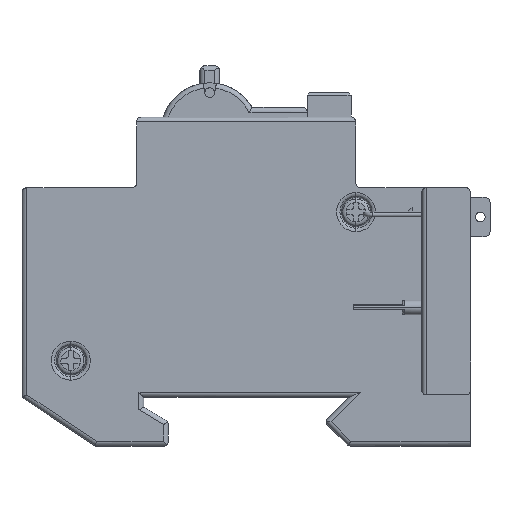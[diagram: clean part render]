
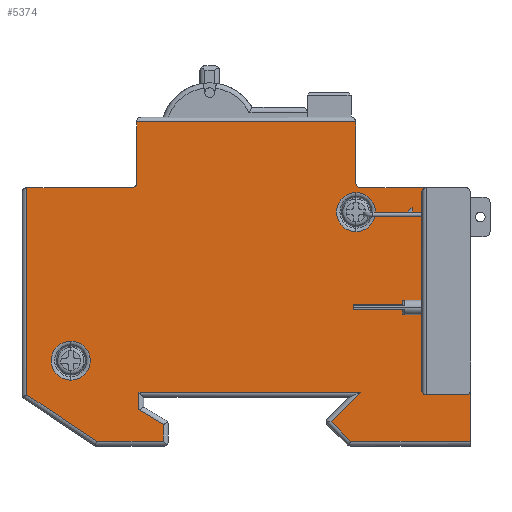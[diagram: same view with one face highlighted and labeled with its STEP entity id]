
A CAD part, left-side view. The second image highlights one B-rep face of the part: STEP entity #5374.
In plain terms, the highlighted planar face has unit normal (-1, 0, 0).
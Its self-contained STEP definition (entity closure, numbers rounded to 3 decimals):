
#1309=DIRECTION('',(0.,0.,1.));
#1310=VECTOR('',#1309,12.5);
#1311=CARTESIAN_POINT('',(0.,23.5,1.));
#1312=LINE('',#1311,#1310);
#1362=CARTESIAN_POINT('',(0.,22.5,1.));
#1363=DIRECTION('',(-1.,0.,0.));
#1364=DIRECTION('',(0.,1.,0.));
#1365=AXIS2_PLACEMENT_3D('',#1362,#1363,#1364);
#1370=CARTESIAN_POINT('',(0.,22.5,1.));
#1371=DIRECTION('',(-1.,0.,0.));
#1372=DIRECTION('',(0.,0.707,-0.707));
#1373=AXIS2_PLACEMENT_3D('',#1370,#1371,#1372);
#1378=DIRECTION('',(0.,-1.,0.));
#1379=VECTOR('',#1378,21.5);
#1380=CARTESIAN_POINT('',(0.,22.5,0.));
#1381=LINE('',#1380,#1379);
#1385=CARTESIAN_POINT('',(0.,1.,-1.));
#1386=DIRECTION('',(1.,0.,0.));
#1387=DIRECTION('',(0.,0.,1.));
#1388=AXIS2_PLACEMENT_3D('',#1385,#1386,#1387);
#1393=CARTESIAN_POINT('',(0.,1.,-1.));
#1394=DIRECTION('',(1.,0.,0.));
#1395=DIRECTION('',(0.,-0.707,0.707));
#1396=AXIS2_PLACEMENT_3D('',#1393,#1394,#1395);
#1401=DIRECTION('',(0.,0.,-1.));
#1402=VECTOR('',#1401,51.);
#1403=CARTESIAN_POINT('',(0.,0.,-1.));
#1404=LINE('',#1403,#1402);
#1408=DIRECTION('',(0.,0.707,0.707));
#1409=VECTOR('',#1408,5.657);
#1410=CARTESIAN_POINT('',(0.,24.586,-52.));
#1411=LINE('',#1410,#1409);
#1415=DIRECTION('',(0.,-0.707,0.707));
#1416=VECTOR('',#1415,8.485);
#1417=CARTESIAN_POINT('',(0.,28.586,-48.));
#1418=LINE('',#1417,#1416);
#1422=DIRECTION('',(0.,-0.857,-0.514));
#1423=VECTOR('',#1422,5.831);
#1424=CARTESIAN_POINT('',(0.,68.,-45.566));
#1425=LINE('',#1424,#1423);
#1429=DIRECTION('',(0.,0.832,0.555));
#1430=VECTOR('',#1429,17.19);
#1431=CARTESIAN_POINT('',(0.,76.697,-52.));
#1432=LINE('',#1431,#1430);
#1436=DIRECTION('',(0.,-1.,0.));
#1437=VECTOR('',#1436,21.5);
#1438=CARTESIAN_POINT('',(0.,91.,0.));
#1439=LINE('',#1438,#1437);
#1443=CARTESIAN_POINT('',(0.,69.5,1.));
#1444=DIRECTION('',(-1.,0.,0.));
#1445=DIRECTION('',(0.,0.,-1.));
#1446=AXIS2_PLACEMENT_3D('',#1443,#1444,#1445);
#1451=CARTESIAN_POINT('',(0.,69.5,1.));
#1452=DIRECTION('',(-1.,0.,0.));
#1453=DIRECTION('',(0.,-0.707,-0.707));
#1454=AXIS2_PLACEMENT_3D('',#1451,#1452,#1453);
#1459=DIRECTION('',(0.,0.,1.));
#1460=VECTOR('',#1459,12.5);
#1461=CARTESIAN_POINT('',(0.,68.5,1.));
#1462=LINE('',#1461,#1460);
#1466=CARTESIAN_POINT('',(0.,23.5,-5.));
#1467=DIRECTION('',(-1.,0.,0.));
#1468=DIRECTION('',(0.,0.,-1.));
#1469=AXIS2_PLACEMENT_3D('',#1466,#1467,#1468);
#1474=CARTESIAN_POINT('',(0.,23.5,-5.));
#1475=DIRECTION('',(-1.,0.,0.));
#1476=DIRECTION('',(0.,-1.,0.));
#1477=AXIS2_PLACEMENT_3D('',#1474,#1475,#1476);
#1482=CARTESIAN_POINT('',(0.,23.5,-5.));
#1483=DIRECTION('',(-1.,0.,0.));
#1484=DIRECTION('',(0.,0.,1.));
#1485=AXIS2_PLACEMENT_3D('',#1482,#1483,#1484);
#1490=CARTESIAN_POINT('',(0.,82.,-35.47));
#1491=DIRECTION('',(-1.,0.,0.));
#1492=DIRECTION('',(0.,0.,-1.));
#1493=AXIS2_PLACEMENT_3D('',#1490,#1491,#1492);
#1498=CARTESIAN_POINT('',(0.,82.,-35.47));
#1499=DIRECTION('',(-1.,0.,0.));
#1500=DIRECTION('',(0.,-1.,0.));
#1501=AXIS2_PLACEMENT_3D('',#1498,#1499,#1500);
#1506=CARTESIAN_POINT('',(0.,82.,-35.47));
#1507=DIRECTION('',(-1.,0.,0.));
#1508=DIRECTION('',(0.,0.,1.));
#1509=AXIS2_PLACEMENT_3D('',#1506,#1507,#1508);
#1521=DIRECTION('',(0.,1.,0.));
#1522=VECTOR('',#1521,45.);
#1523=CARTESIAN_POINT('',(0.,23.5,13.5));
#1524=LINE('',#1523,#1522);
#1535=DIRECTION('',(0.,-1.,0.));
#1536=VECTOR('',#1535,24.586);
#1537=CARTESIAN_POINT('',(0.,24.586,-52.));
#1538=LINE('',#1537,#1536);
#1672=DIRECTION('',(0.,-1.,0.));
#1673=VECTOR('',#1672,45.414);
#1674=CARTESIAN_POINT('',(0.,68.,-42.));
#1675=LINE('',#1674,#1673);
#1706=DIRECTION('',(0.,0.,1.));
#1707=VECTOR('',#1706,3.566);
#1708=CARTESIAN_POINT('',(0.,68.,-45.566));
#1709=LINE('',#1708,#1707);
#1787=DIRECTION('',(0.,0.,1.));
#1788=VECTOR('',#1787,3.434);
#1789=CARTESIAN_POINT('',(0.,63.,-52.));
#1790=LINE('',#1789,#1788);
#1824=DIRECTION('',(0.,-1.,0.));
#1825=VECTOR('',#1824,13.697);
#1826=CARTESIAN_POINT('',(0.,76.697,-52.));
#1827=LINE('',#1826,#1825);
#1912=DIRECTION('',(0.,0.,-1.));
#1913=VECTOR('',#1912,42.465);
#1914=CARTESIAN_POINT('',(0.,91.,0.));
#1915=LINE('',#1914,#1913);
#3774=CARTESIAN_POINT('',(0.,0.,-1.));
#3775=VERTEX_POINT('',#3774);
#3776=CARTESIAN_POINT('',(0.,0.293,-0.293));
#3777=VERTEX_POINT('',#3776);
#3778=CARTESIAN_POINT('',(0.,1.,0.));
#3779=VERTEX_POINT('',#3778);
#3783=CARTESIAN_POINT('',(0.,0.,-52.));
#3785=VERTEX_POINT('',#3783);
#3824=CARTESIAN_POINT('',(0.,91.,0.));
#3825=VERTEX_POINT('',#3824);
#3827=CARTESIAN_POINT('',(0.,69.5,0.));
#3828=VERTEX_POINT('',#3827);
#3829=CARTESIAN_POINT('',(0.,68.5,1.));
#3830=VERTEX_POINT('',#3829);
#3831=CARTESIAN_POINT('',(0.,68.793,0.293));
#3832=VERTEX_POINT('',#3831);
#3833=CARTESIAN_POINT('',(0.,68.5,13.5));
#3834=VERTEX_POINT('',#3833);
#3984=CARTESIAN_POINT('',(0.,23.5,13.5));
#3985=VERTEX_POINT('',#3984);
#3987=CARTESIAN_POINT('',(0.,23.5,1.));
#3988=VERTEX_POINT('',#3987);
#3989=CARTESIAN_POINT('',(0.,22.5,0.));
#3990=VERTEX_POINT('',#3989);
#3991=CARTESIAN_POINT('',(0.,23.207,0.293));
#3992=VERTEX_POINT('',#3991);
#4001=CARTESIAN_POINT('',(0.,24.586,-52.));
#4002=VERTEX_POINT('',#4001);
#4003=CARTESIAN_POINT('',(0.,28.586,-48.));
#4004=VERTEX_POINT('',#4003);
#4005=CARTESIAN_POINT('',(0.,22.586,-42.));
#4006=VERTEX_POINT('',#4005);
#4007=CARTESIAN_POINT('',(0.,68.,-42.));
#4008=VERTEX_POINT('',#4007);
#4009=CARTESIAN_POINT('',(0.,68.,-45.566));
#4010=VERTEX_POINT('',#4009);
#4011=CARTESIAN_POINT('',(0.,63.,-48.566));
#4012=VERTEX_POINT('',#4011);
#4013=CARTESIAN_POINT('',(0.,63.,-52.));
#4014=VERTEX_POINT('',#4013);
#4015=CARTESIAN_POINT('',(0.,76.697,-52.));
#4016=VERTEX_POINT('',#4015);
#4017=CARTESIAN_POINT('',(0.,91.,-42.465));
#4018=VERTEX_POINT('',#4017);
#4019=CARTESIAN_POINT('',(0.,23.5,-9.));
#4020=CARTESIAN_POINT('',(0.,19.5,-5.));
#4021=VERTEX_POINT('',#4019);
#4022=VERTEX_POINT('',#4020);
#4023=CARTESIAN_POINT('',(0.,23.5,-1.));
#4024=VERTEX_POINT('',#4023);
#4025=CARTESIAN_POINT('',(0.,82.,-39.47));
#4026=CARTESIAN_POINT('',(0.,78.,-35.47));
#4027=VERTEX_POINT('',#4025);
#4028=VERTEX_POINT('',#4026);
#4029=CARTESIAN_POINT('',(0.,82.,-31.47));
#4030=VERTEX_POINT('',#4029);
#5318=CARTESIAN_POINT('',(0.,23.5,-1.));
#5319=DIRECTION('',(-1.,0.,0.));
#5320=DIRECTION('',(0.,0.,1.));
#5321=AXIS2_PLACEMENT_3D('',#5318,#5319,#5320);
#5322=PLANE('',#5321);
#5324=ORIENTED_EDGE('',*,*,#5323,.F.);
#5325=ORIENTED_EDGE('',*,*,#5249,.F.);
#5326=ORIENTED_EDGE('',*,*,#5273,.T.);
#5327=ORIENTED_EDGE('',*,*,#5271,.T.);
#5328=ORIENTED_EDGE('',*,*,#5293,.T.);
#5329=ORIENTED_EDGE('',*,*,#4539,.T.);
#5330=ORIENTED_EDGE('',*,*,#4537,.T.);
#5331=ORIENTED_EDGE('',*,*,#4565,.T.);
#5333=ORIENTED_EDGE('',*,*,#5332,.F.);
#5335=ORIENTED_EDGE('',*,*,#5334,.T.);
#5337=ORIENTED_EDGE('',*,*,#5336,.T.);
#5339=ORIENTED_EDGE('',*,*,#5338,.F.);
#5341=ORIENTED_EDGE('',*,*,#5340,.F.);
#5343=ORIENTED_EDGE('',*,*,#5342,.T.);
#5345=ORIENTED_EDGE('',*,*,#5344,.F.);
#5347=ORIENTED_EDGE('',*,*,#5346,.F.);
#5349=ORIENTED_EDGE('',*,*,#5348,.T.);
#5351=ORIENTED_EDGE('',*,*,#5350,.F.);
#5352=ORIENTED_EDGE('',*,*,#4964,.T.);
#5353=ORIENTED_EDGE('',*,*,#4988,.T.);
#5354=ORIENTED_EDGE('',*,*,#4986,.T.);
#5355=ORIENTED_EDGE('',*,*,#5009,.T.);
#5356=EDGE_LOOP('',(#5324,#5325,#5326,#5327,#5328,#5329,#5330,#5331,#5333,#5335,
#5337,#5339,#5341,#5343,#5345,#5347,#5349,#5351,#5352,#5353,#5354,#5355));
#5357=FACE_OUTER_BOUND('',#5356,.F.);
#5359=ORIENTED_EDGE('',*,*,#5358,.T.);
#5361=ORIENTED_EDGE('',*,*,#5360,.T.);
#5363=ORIENTED_EDGE('',*,*,#5362,.T.);
#5364=EDGE_LOOP('',(#5359,#5361,#5363));
#5365=FACE_BOUND('',#5364,.F.);
#5367=ORIENTED_EDGE('',*,*,#5366,.T.);
#5369=ORIENTED_EDGE('',*,*,#5368,.T.);
#5371=ORIENTED_EDGE('',*,*,#5370,.T.);
#5372=EDGE_LOOP('',(#5367,#5369,#5371));
#5373=FACE_BOUND('',#5372,.F.);
#1366=CIRCLE('',#1365,1.);
#1374=CIRCLE('',#1373,1.);
#1389=CIRCLE('',#1388,1.);
#1397=CIRCLE('',#1396,1.);
#1447=CIRCLE('',#1446,1.);
#1455=CIRCLE('',#1454,1.);
#1470=CIRCLE('',#1469,4.);
#1478=CIRCLE('',#1477,4.);
#1486=CIRCLE('',#1485,4.);
#1494=CIRCLE('',#1493,4.);
#1502=CIRCLE('',#1501,4.);
#1510=CIRCLE('',#1509,4.);
#4537=EDGE_CURVE('',#3777,#3775,#1397,.T.);
#4539=EDGE_CURVE('',#3779,#3777,#1389,.T.);
#4565=EDGE_CURVE('',#3775,#3785,#1404,.T.);
#4964=EDGE_CURVE('',#3825,#3828,#1439,.T.);
#4986=EDGE_CURVE('',#3832,#3830,#1455,.T.);
#4988=EDGE_CURVE('',#3828,#3832,#1447,.T.);
#5009=EDGE_CURVE('',#3830,#3834,#1462,.T.);
#5249=EDGE_CURVE('',#3988,#3985,#1312,.T.);
#5271=EDGE_CURVE('',#3992,#3990,#1374,.T.);
#5273=EDGE_CURVE('',#3988,#3992,#1366,.T.);
#5293=EDGE_CURVE('',#3990,#3779,#1381,.T.);
#5323=EDGE_CURVE('',#3985,#3834,#1524,.T.);
#5332=EDGE_CURVE('',#4002,#3785,#1538,.T.);
#5334=EDGE_CURVE('',#4002,#4004,#1411,.T.);
#5336=EDGE_CURVE('',#4004,#4006,#1418,.T.);
#5338=EDGE_CURVE('',#4008,#4006,#1675,.T.);
#5340=EDGE_CURVE('',#4010,#4008,#1709,.T.);
#5342=EDGE_CURVE('',#4010,#4012,#1425,.T.);
#5344=EDGE_CURVE('',#4014,#4012,#1790,.T.);
#5346=EDGE_CURVE('',#4016,#4014,#1827,.T.);
#5348=EDGE_CURVE('',#4016,#4018,#1432,.T.);
#5350=EDGE_CURVE('',#3825,#4018,#1915,.T.);
#5358=EDGE_CURVE('',#4021,#4022,#1470,.T.);
#5360=EDGE_CURVE('',#4022,#4024,#1478,.T.);
#5362=EDGE_CURVE('',#4024,#4021,#1486,.T.);
#5366=EDGE_CURVE('',#4027,#4028,#1494,.T.);
#5368=EDGE_CURVE('',#4028,#4030,#1502,.T.);
#5370=EDGE_CURVE('',#4030,#4027,#1510,.T.);
#5374=ADVANCED_FACE('',(#5357,#5365,#5373),#5322,.T.);
